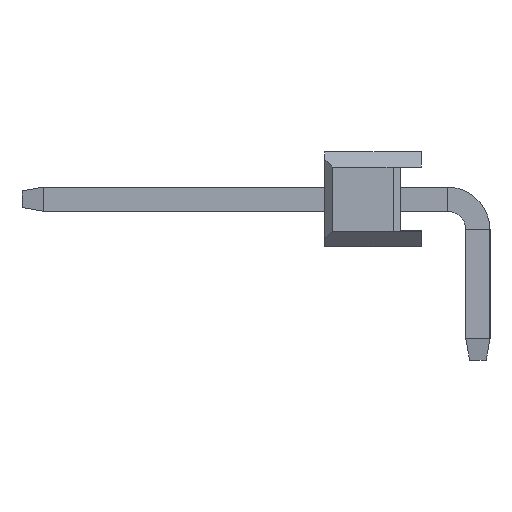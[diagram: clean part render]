
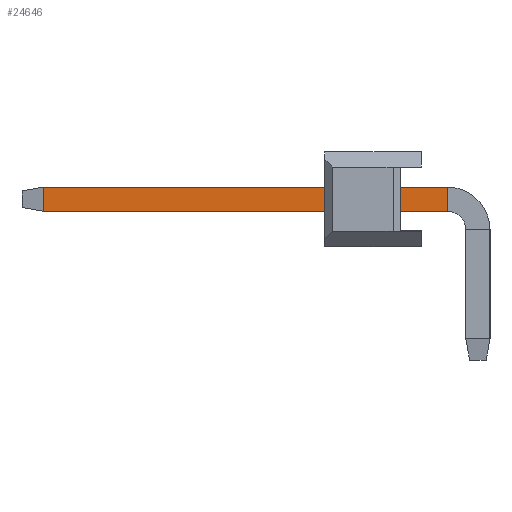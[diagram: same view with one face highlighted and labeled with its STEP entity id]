
A CAD part, left-side view. The second image highlights one B-rep face of the part: STEP entity #24646.
In plain terms, the highlighted planar face has unit normal (-1, 0, 0).
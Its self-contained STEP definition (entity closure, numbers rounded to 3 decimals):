
#232 = LINE ( 'NONE', #12313, #6351 ) ;
#447 = PLANE ( 'NONE',  #9764 ) ;
#576 = VECTOR ( 'NONE', #30390, 1000. ) ;
#2803 = EDGE_CURVE ( 'NONE', #4173, #17941, #18887, .T. ) ;
#3844 = DIRECTION ( 'NONE',  ( 0., 0., -1. ) ) ;
#4173 = VERTEX_POINT ( 'NONE', #22586 ) ;
#6289 = LINE ( 'NONE', #18364, #576 ) ;
#6351 = VECTOR ( 'NONE', #24343, 1000. ) ;
#7375 = VECTOR ( 'NONE', #20359, 1000. ) ;
#8297 = CARTESIAN_POINT ( 'NONE',  ( -68.9, 10.54, 0.32 ) ) ;
#9764 = AXIS2_PLACEMENT_3D ( 'NONE', #12528, #24568, #36566 ) ;
#12107 = ORIENTED_EDGE ( 'NONE', *, *, #30627, .T. ) ;
#12313 = CARTESIAN_POINT ( 'NONE',  ( -68.9, -0.7, 0.32 ) ) ;
#12528 = CARTESIAN_POINT ( 'NONE',  ( -68.9, 10.54, 0.32 ) ) ;
#13156 = CARTESIAN_POINT ( 'NONE',  ( -68.9, -0.7, -0.32 ) ) ;
#16894 = CARTESIAN_POINT ( 'NONE',  ( -68.9, 9.973, -0.32 ) ) ;
#17941 = VERTEX_POINT ( 'NONE', #16894 ) ;
#18364 = CARTESIAN_POINT ( 'NONE',  ( -68.9, 10.54, -0.32 ) ) ;
#18887 = LINE ( 'NONE', #30909, #22367 ) ;
#20359 = DIRECTION ( 'NONE',  ( 0., -1., 0. ) ) ;
#21093 = ORIENTED_EDGE ( 'NONE', *, *, #29871, .T. ) ;
#22366 = VERTEX_POINT ( 'NONE', #13156 ) ;
#22367 = VECTOR ( 'NONE', #3844, 1000. ) ;
#22586 = CARTESIAN_POINT ( 'NONE',  ( -68.9, 9.973, 0.32 ) ) ;
#24343 = DIRECTION ( 'NONE',  ( 0., 0., 1. ) ) ;
#24568 = DIRECTION ( 'NONE',  ( 1., 0., 0. ) ) ;
#24646 = ADVANCED_FACE ( 'NONE', ( #27516 ), #447, .F. ) ;
#25494 = EDGE_LOOP ( 'NONE', ( #36511, #31254, #21093, #12107 ) ) ;
#25684 = CARTESIAN_POINT ( 'NONE',  ( -68.9, -0.7, 0.32 ) ) ;
#27516 = FACE_OUTER_BOUND ( 'NONE', #25494, .T. ) ;
#29712 = VERTEX_POINT ( 'NONE', #25684 ) ;
#29871 = EDGE_CURVE ( 'NONE', #17941, #22366, #6289, .T. ) ;
#30390 = DIRECTION ( 'NONE',  ( 0., -1., 0. ) ) ;
#30627 = EDGE_CURVE ( 'NONE', #22366, #29712, #232, .T. ) ;
#30909 = CARTESIAN_POINT ( 'NONE',  ( -68.9, 9.973, -0.32 ) ) ;
#31254 = ORIENTED_EDGE ( 'NONE', *, *, #2803, .T. ) ;
#34940 = EDGE_CURVE ( 'NONE', #4173, #29712, #35304, .T. ) ;
#35304 = LINE ( 'NONE', #8297, #7375 ) ;
#36511 = ORIENTED_EDGE ( 'NONE', *, *, #34940, .F. ) ;
#36566 = DIRECTION ( 'NONE',  ( 0., 0., -1. ) ) ;
